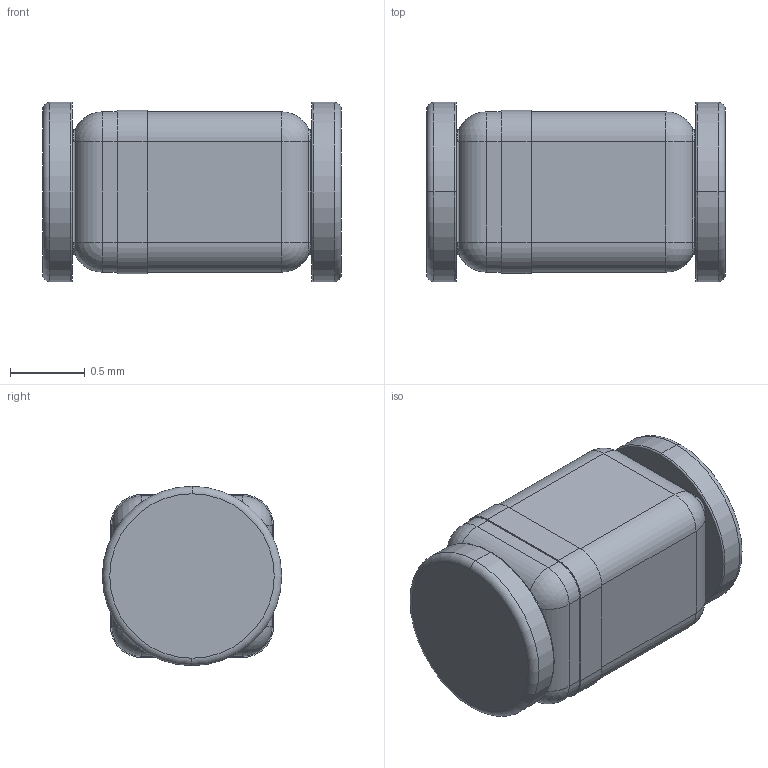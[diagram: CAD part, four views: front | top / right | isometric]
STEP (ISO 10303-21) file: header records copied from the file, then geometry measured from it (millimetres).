
FILE_DESCRIPTION (( 'STEP AP214' ), '1' );
FILE_NAME ('MicroMELF.STEP', '2014-02-17T12:32:27', ( 'Master' ), ( '' ), 'SwSTEP 2.0', 'SolidWorks 2013', '' );
FILE_SCHEMA (( 'AUTOMOTIVE_DESIGN' ));
Length unit declared in the file: millimetre
Products named in the file (1): MicroMELF
Bounding box: 2 x 1.2 x 1.2 mm (x, y, z)
Volume: 2.2 mm3; surface area: 11.1 mm2
Topology: 1 solids, 1 shells, 86 faces, 200 edges, 112 vertices
Faces by surface type: cylinder 36, torus 24, plane 18, sphere 8
Entity records: 2712 total; most frequent: DIRECTION 486, CARTESIAN_POINT 391, ORIENTED_EDGE 384, AXIS2_PLACEMENT_3D 207, EDGE_CURVE 192, CIRCLE 120, VERTEX_POINT 112, EDGE_LOOP 90
